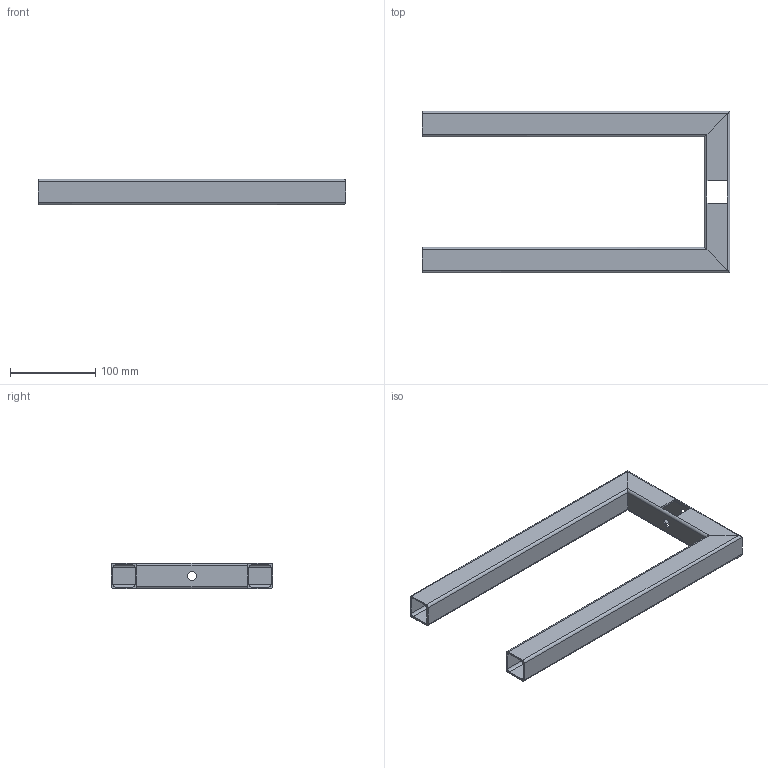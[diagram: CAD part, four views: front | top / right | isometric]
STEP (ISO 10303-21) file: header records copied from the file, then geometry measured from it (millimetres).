
FILE_DESCRIPTION (( 'STEP AP203' ), '1' );
FILE_NAME ('support camera.STEP', '2023-05-11T10:34:32', ( '' ), ( '' ), 'SwSTEP 2.0', 'SolidWorks 2020', '' );
FILE_SCHEMA (( 'CONFIG_CONTROL_DESIGN' ));
Length unit declared in the file: millimetre
Products named in the file (1): support camera
Bounding box: 362 x 190 x 30 mm (x, y, z)
Volume: 188403.7 mm3; surface area: 180700.2 mm2
Topology: 1 solids, 1 shells, 66 faces, 164 edges, 96 vertices
Faces by surface type: plane 38, cylinder 28
Entity records: 1997 total; most frequent: CARTESIAN_POINT 375, ORIENTED_EDGE 328, DIRECTION 314, EDGE_CURVE 164, LINE 116, VECTOR 116, AXIS2_PLACEMENT_3D 99, VERTEX_POINT 96
